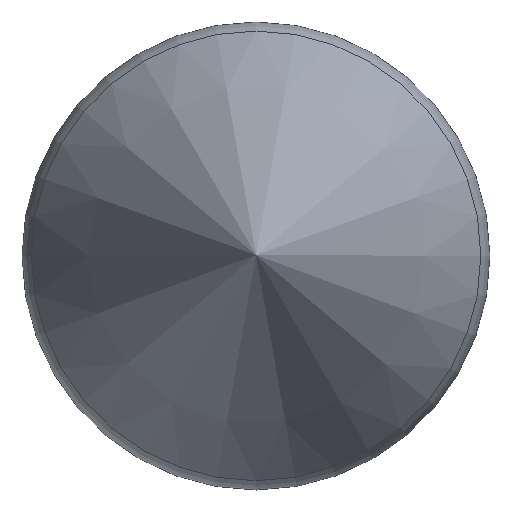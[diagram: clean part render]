
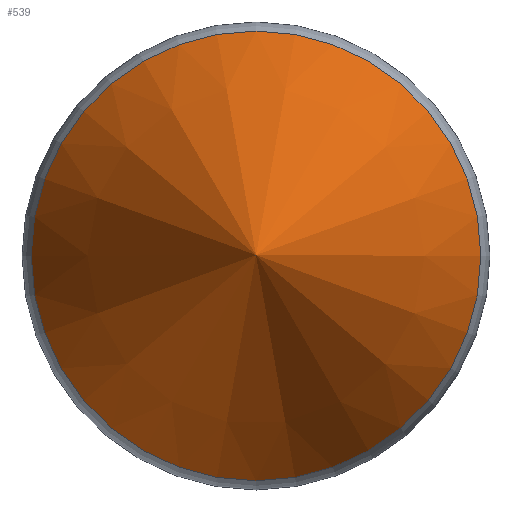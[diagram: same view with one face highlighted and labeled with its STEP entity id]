
A CAD part, top view. The second image highlights one B-rep face of the part: STEP entity #539.
In plain terms, the highlighted conical face has half-angle 25.002 degrees and reference radius 55.251 mm.
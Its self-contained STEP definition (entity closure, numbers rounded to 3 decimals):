
#84=FACE_OUTER_BOUND('',#124,.T.);
#124=EDGE_LOOP('',(#466,#467,#468));
#166=LINE('',#961,#195);
#195=VECTOR('',#801,55.251);
#233=CIRCLE('',#626,110.502);
#281=VERTEX_POINT('',#958);
#282=VERTEX_POINT('',#960);
#347=EDGE_CURVE('',#281,#281,#233,.T.);
#348=EDGE_CURVE('',#281,#282,#166,.T.);
#466=ORIENTED_EDGE('',*,*,#347,.F.);
#467=ORIENTED_EDGE('',*,*,#348,.T.);
#468=ORIENTED_EDGE('',*,*,#348,.F.);
#505=CONICAL_SURFACE('',#625,55.251,0.436);
#539=ADVANCED_FACE('',(#84),#505,.T.);
#625=AXIS2_PLACEMENT_3D('',#957,#797,#798);
#626=AXIS2_PLACEMENT_3D('',#959,#799,#800);
#797=DIRECTION('center_axis',(0.,0.,-1.));
#798=DIRECTION('ref_axis',(-1.,0.,0.));
#799=DIRECTION('center_axis',(0.,0.,-1.));
#800=DIRECTION('ref_axis',(1.,0.,0.));
#801=DIRECTION('',(-0.423,0.,0.906));
#957=CARTESIAN_POINT('Origin',(0.,0.,153.522));
#958=CARTESIAN_POINT('',(110.502,0.,35.045));
#959=CARTESIAN_POINT('Origin',(0.,0.,35.045));
#960=CARTESIAN_POINT('',(0.,0.,272.));
#961=CARTESIAN_POINT('',(55.251,0.,153.522));
